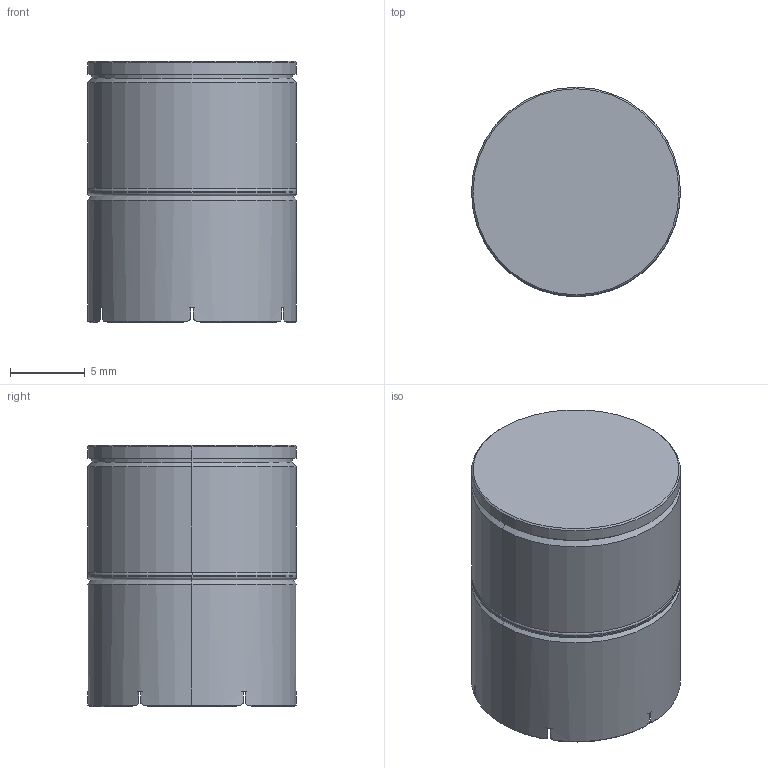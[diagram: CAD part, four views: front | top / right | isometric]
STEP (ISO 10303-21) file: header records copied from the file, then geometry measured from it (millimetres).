
FILE_DESCRIPTION (( 'STEP AP203' ), '1' );
FILE_NAME ('7b30.STEP', '2024-03-18T12:46:11', ( '' ), ( '' ), 'SwSTEP 2.0', 'SolidWorks 2019', '' );
FILE_SCHEMA (( 'CONFIG_CONTROL_DESIGN' ));
Length unit declared in the file: millimetre
Products named in the file (1): 7b30
Bounding box: 14 x 14 x 17.5 mm (x, y, z)
Volume: 2626.5 mm3; surface area: 1464.1 mm2
Topology: 2 solids, 2 shells, 53 faces, 126 edges, 79 vertices
Faces by surface type: plane 24, cone 13, cylinder 12, torus 4
Entity records: 1620 total; most frequent: CARTESIAN_POINT 331, DIRECTION 263, ORIENTED_EDGE 252, EDGE_CURVE 126, AXIS2_PLACEMENT_3D 107, VERTEX_POINT 79, EDGE_LOOP 55, FACE_OUTER_BOUND 53
